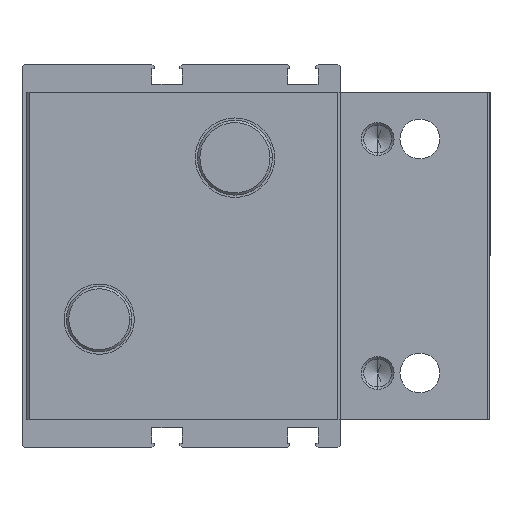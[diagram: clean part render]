
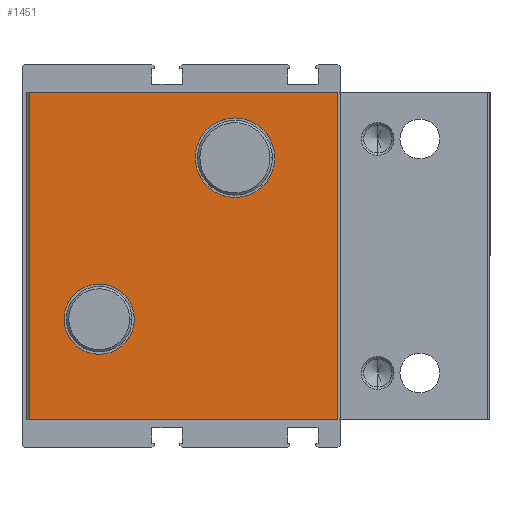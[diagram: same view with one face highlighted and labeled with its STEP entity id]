
A CAD part, left-side view. The second image highlights one B-rep face of the part: STEP entity #1451.
In plain terms, the highlighted face is planar.
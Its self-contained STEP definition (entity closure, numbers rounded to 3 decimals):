
#1214 = VERTEX_POINT ( 'NONE', #4201 ) ;
#1216 = EDGE_CURVE ( 'NONE', #1214, #1217, #4200, .T. ) ;
#1217 = VERTEX_POINT ( 'NONE', #4195 ) ;
#1226 = VERTEX_POINT ( 'NONE', #4177 ) ;
#1286 = EDGE_CURVE ( 'NONE', #1226, #1287, #4274, .T. ) ;
#1287 = VERTEX_POINT ( 'NONE', #4335 ) ;
#1428 = ORIENTED_EDGE ( 'NONE', *, *, #1216, .F. ) ;
#1429 = EDGE_LOOP ( 'NONE', ( #1430, #1432 ) ) ;
#1430 = ORIENTED_EDGE ( 'NONE', *, *, #1431, .F. ) ;
#1431 = EDGE_CURVE ( 'NONE', #1287, #1226, #4521, .T. ) ;
#1432 = ORIENTED_EDGE ( 'NONE', *, *, #1286, .F. ) ;
#1433 = EDGE_LOOP ( 'NONE', ( #1434, #1437, #1440, #1494 ) ) ;
#1434 = ORIENTED_EDGE ( 'NONE', *, *, #1435, .T. ) ;
#1435 = EDGE_CURVE ( 'NONE', #1444, #1436, #4516, .T. ) ;
#1436 = VERTEX_POINT ( 'NONE', #4512 ) ;
#1437 = ORIENTED_EDGE ( 'NONE', *, *, #1438, .F. ) ;
#1438 = EDGE_CURVE ( 'NONE', #1439, #1436, #4511, .T. ) ;
#1439 = VERTEX_POINT ( 'NONE', #4507 ) ;
#1440 = ORIENTED_EDGE ( 'NONE', *, *, #1493, .F. ) ;
#1444 = VERTEX_POINT ( 'NONE', #4563 ) ;
#1446 = EDGE_CURVE ( 'NONE', #1447, #1444, #4562, .T. ) ;
#1447 = VERTEX_POINT ( 'NONE', #4558 ) ;
#1451 = ADVANCED_FACE ( 'NONE', ( #4553, #4552, #4551 ), #4550, .F. ) ;
#1452 = EDGE_LOOP ( 'NONE', ( #1453, #1428 ) ) ;
#1453 = ORIENTED_EDGE ( 'NONE', *, *, #1454, .F. ) ;
#1454 = EDGE_CURVE ( 'NONE', #1217, #1214, #4545, .T. ) ;
#1493 = EDGE_CURVE ( 'NONE', #1447, #1439, #4633, .T. ) ;
#1494 = ORIENTED_EDGE ( 'NONE', *, *, #1446, .T. ) ;
#4177 = CARTESIAN_POINT ( 'NONE',  ( 24., -15.5, 21. ) ) ;
#4195 = CARTESIAN_POINT ( 'NONE',  ( 24., -44.5, -29.5 ) ) ;
#4196 = DIRECTION ( 'NONE',  ( 0., 0., -1. ) ) ;
#4197 = DIRECTION ( 'NONE',  ( 1., 0., 0. ) ) ;
#4198 = CARTESIAN_POINT ( 'NONE',  ( 24., -44.5, -21. ) ) ;
#4199 = AXIS2_PLACEMENT_3D ( 'NONE', #4198, #4197, #4196 ) ;
#4200 = CIRCLE ( 'NONE', #4199, 8.5 ) ;
#4201 = CARTESIAN_POINT ( 'NONE',  ( 24., -44.5, -12.5 ) ) ;
#4273 = AXIS2_PLACEMENT_3D ( 'NONE', #4338, #4337, #4336 ) ;
#4274 = CIRCLE ( 'NONE', #4273, 7.5 ) ;
#4335 = CARTESIAN_POINT ( 'NONE',  ( 24., -15.5, 6. ) ) ;
#4336 = DIRECTION ( 'NONE',  ( 0., 0., -1. ) ) ;
#4337 = DIRECTION ( 'NONE',  ( 1., 0., 0. ) ) ;
#4338 = CARTESIAN_POINT ( 'NONE',  ( 24., -15.5, 13.5 ) ) ;
#4507 = CARTESIAN_POINT ( 'NONE',  ( 24., -0.5, 35. ) ) ;
#4508 = DIRECTION ( 'NONE',  ( 0., 0., -1. ) ) ;
#4509 = VECTOR ( 'NONE', #4508, 1000. ) ;
#4510 = CARTESIAN_POINT ( 'NONE',  ( 24., -0.5, 35. ) ) ;
#4511 = LINE ( 'NONE', #4510, #4509 ) ;
#4512 = CARTESIAN_POINT ( 'NONE',  ( 24., -0.5, -35. ) ) ;
#4513 = DIRECTION ( 'NONE',  ( 0., 1., 0. ) ) ;
#4514 = VECTOR ( 'NONE', #4513, 1000. ) ;
#4515 = CARTESIAN_POINT ( 'NONE',  ( 24., -0.5, -35. ) ) ;
#4516 = LINE ( 'NONE', #4515, #4514 ) ;
#4517 = DIRECTION ( 'NONE',  ( 0., 0., -1. ) ) ;
#4518 = DIRECTION ( 'NONE',  ( 1., 0., 0. ) ) ;
#4519 = CARTESIAN_POINT ( 'NONE',  ( 24., -15.5, 13.5 ) ) ;
#4520 = AXIS2_PLACEMENT_3D ( 'NONE', #4519, #4518, #4517 ) ;
#4521 = CIRCLE ( 'NONE', #4520, 7.5 ) ;
#4541 = DIRECTION ( 'NONE',  ( 0., 0., -1. ) ) ;
#4542 = DIRECTION ( 'NONE',  ( 1., 0., 0. ) ) ;
#4543 = CARTESIAN_POINT ( 'NONE',  ( 24., -44.5, -21. ) ) ;
#4544 = AXIS2_PLACEMENT_3D ( 'NONE', #4543, #4542, #4541 ) ;
#4545 = CIRCLE ( 'NONE', #4544, 8.5 ) ;
#4546 = DIRECTION ( 'NONE',  ( 0., 0., 1. ) ) ;
#4547 = DIRECTION ( 'NONE',  ( -1., 0., 0. ) ) ;
#4548 = CARTESIAN_POINT ( 'NONE',  ( 24., -0.5, 35. ) ) ;
#4549 = AXIS2_PLACEMENT_3D ( 'NONE', #4548, #4547, #4546 ) ;
#4550 = PLANE ( 'NONE',  #4549 ) ;
#4551 = FACE_OUTER_BOUND ( 'NONE', #1433, .T. ) ;
#4552 = FACE_BOUND ( 'NONE', #1429, .T. ) ;
#4553 = FACE_BOUND ( 'NONE', #1452, .T. ) ;
#4558 = CARTESIAN_POINT ( 'NONE',  ( 24., -66.5, 35. ) ) ;
#4559 = DIRECTION ( 'NONE',  ( 0., 0., -1. ) ) ;
#4560 = VECTOR ( 'NONE', #4559, 1000. ) ;
#4561 = CARTESIAN_POINT ( 'NONE',  ( 24., -66.5, 35. ) ) ;
#4562 = LINE ( 'NONE', #4561, #4560 ) ;
#4563 = CARTESIAN_POINT ( 'NONE',  ( 24., -66.5, -35. ) ) ;
#4630 = DIRECTION ( 'NONE',  ( 0., 1., 0. ) ) ;
#4631 = VECTOR ( 'NONE', #4630, 1000. ) ;
#4632 = CARTESIAN_POINT ( 'NONE',  ( 24., -0.5, 35. ) ) ;
#4633 = LINE ( 'NONE', #4632, #4631 ) ;
